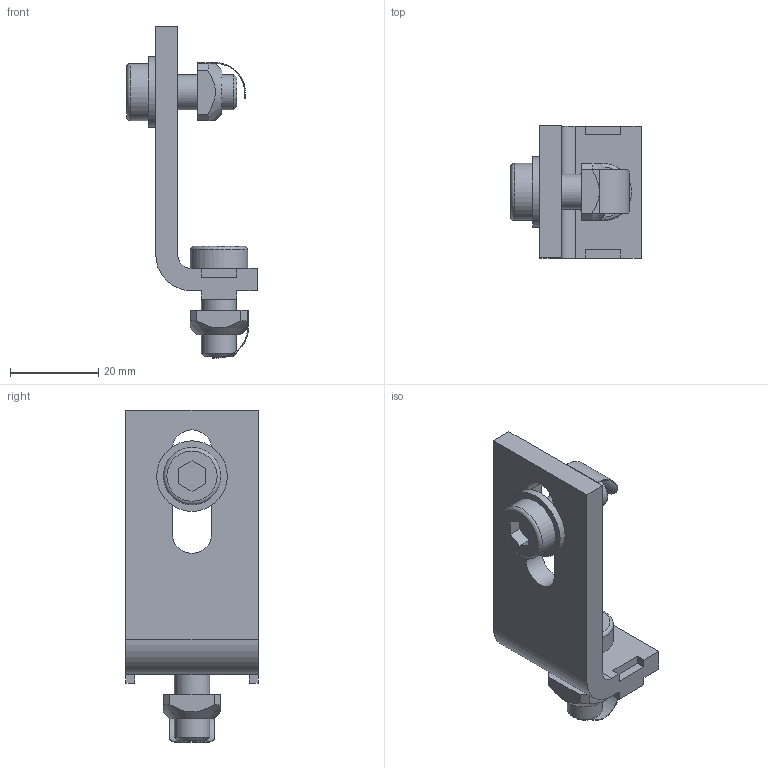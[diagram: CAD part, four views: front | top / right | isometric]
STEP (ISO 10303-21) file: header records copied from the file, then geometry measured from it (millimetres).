
FILE_DESCRIPTION(/* description */ (''),/* implementation_level */ '2;1');
FILE_NAME(/* name */ '41-430-1.stp',/* time_stamp */ '2022-04-13T09:03:56-04:00',/* author */ ('jmurphy'),/* organization */ (''),/* preprocessor_version */ 'ST-DEVELOPER v18.1',/* originating_system */ 'AutoCAD Mechanical',/* authorisation */ '');
FILE_SCHEMA (('AUTOMOTIVE_DESIGN { 1 0 10303 214 3 1 1 }'));
Length unit declared in the file: millimetre
Products named in the file (5): Product; ACADMENU; 21_12020; M8X20LHSCS-0; M8 Flat Washer
Assembly tree (5 placements, depth 3):
  Product
    ACADMENU
    21_12020  x2
      M8X20LHSCS-0
    M8 Flat Washer
Bounding box: 29.6 x 30 x 75.3 mm (x, y, z)
Volume: 14446.7 mm3; surface area: 9589.2 mm2
Topology: 6 solids, 6 shells, 113 faces, 283 edges, 186 vertices
Faces by surface type: plane 82, cylinder 21, cone 8, torus 2
Full cylindrical faces by diameter (mm): 6.8 x2, 8 x2, 8.4 x1, 9 x1, 13 x2, 16 x1
Entity records: 3159 total; most frequent: CARTESIAN_POINT 650, ORIENTED_EDGE 508, DIRECTION 496, EDGE_CURVE 254, LINE 174, VECTOR 174, VERTEX_POINT 167, AXIS2_PLACEMENT_3D 161
